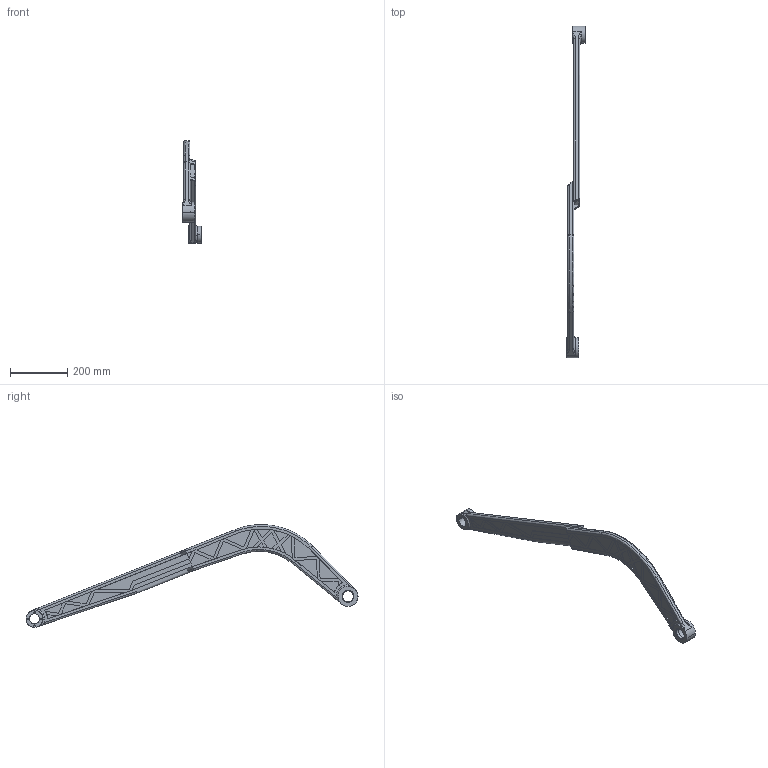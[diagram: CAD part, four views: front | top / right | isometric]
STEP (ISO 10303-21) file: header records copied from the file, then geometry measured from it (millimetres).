
FILE_DESCRIPTION (( 'STEP AP214' ), '1' );
FILE_NAME ('0042_1^50KG000_ASM_28_ASM_1_ASM_1_ASM__ASM.STEP', '2022-12-15T15:06:26', ( '' ), ( '' ), 'SwSTEP 2.0', 'SolidWorks 2021', '' );
FILE_SCHEMA (( 'AUTOMOTIVE_DESIGN' ));
Length unit declared in the file: millimetre
Products named in the file (1): 0042_1^50KG000_ASM_28_ASM_1_ASM_1_ASM__ASM
Bounding box: 66.5 x 1162.19 x 359.1 mm (x, y, z)
Surface area: 300147.8 mm2 (no closed solid volume)
Topology: 0 solids, 1 shells, 304 faces, 853 edges, 538 vertices
Faces by surface type: plane 190, cylinder 60, cone 29, torus 14, bspline 11
Entity records: 14573 total; most frequent: CARTESIAN_POINT 8548, ORIENTED_EDGE 1666, EDGE_CURVE 833, B_SPLINE_CURVE_WITH_KNOTS 827, DIRECTION 593, VERTEX_POINT 538, EDGE_LOOP 317, FACE_OUTER_BOUND 304
